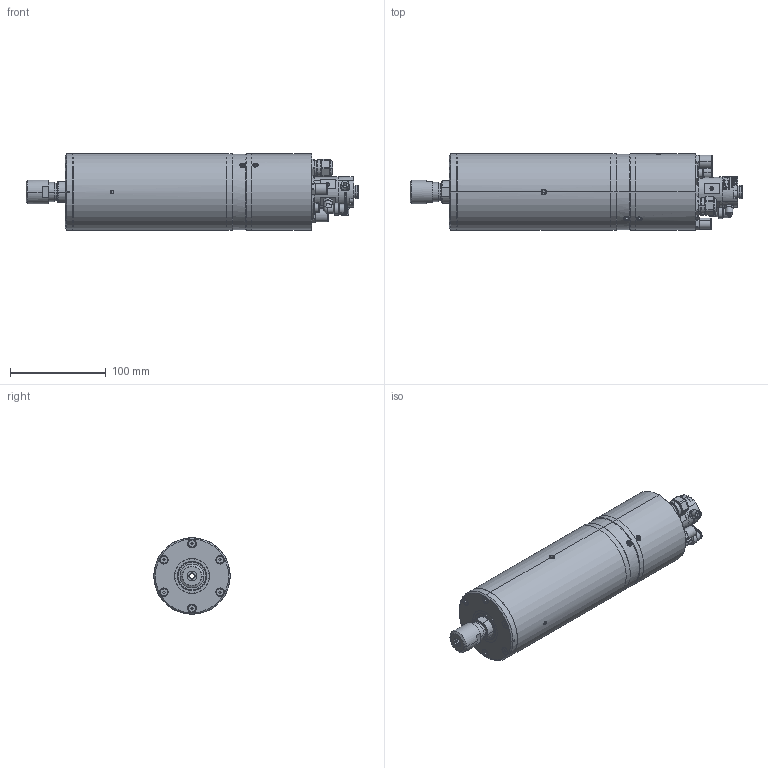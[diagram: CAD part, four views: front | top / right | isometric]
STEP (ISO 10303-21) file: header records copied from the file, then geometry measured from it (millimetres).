
FILE_DESCRIPTION (( 'STEP AP203' ), '1' );
FILE_NAME ('080S40W-00-.STEP', '2016-04-07T11:31:18', ( '' ), ( '' ), 'SwSTEP 2.0', 'SolidWorks 2014', '' );
FILE_SCHEMA (( 'CONFIG_CONTROL_DESIGN' ));
Length unit declared in the file: millimetre
Products named in the file (1): 080S40W-00-
Bounding box: 347.62 x 80 x 80 mm (x, y, z)
Surface area: 110155.9 mm2 (no closed solid volume)
Topology: 0 solids, 106 shells, 806 faces, 3455 edges, 2714 vertices
Faces by surface type: plane 363, cylinder 266, cone 104, torus 42, bspline 30, sphere 1
Entity records: 44084 total; most frequent: CARTESIAN_POINT 17423, DIRECTION 5138, ORIENTED_EDGE 4864, EDGE_CURVE 3435, VERTEX_POINT 2714, AXIS2_PLACEMENT_3D 1929, LINE 1280, VECTOR 1280
